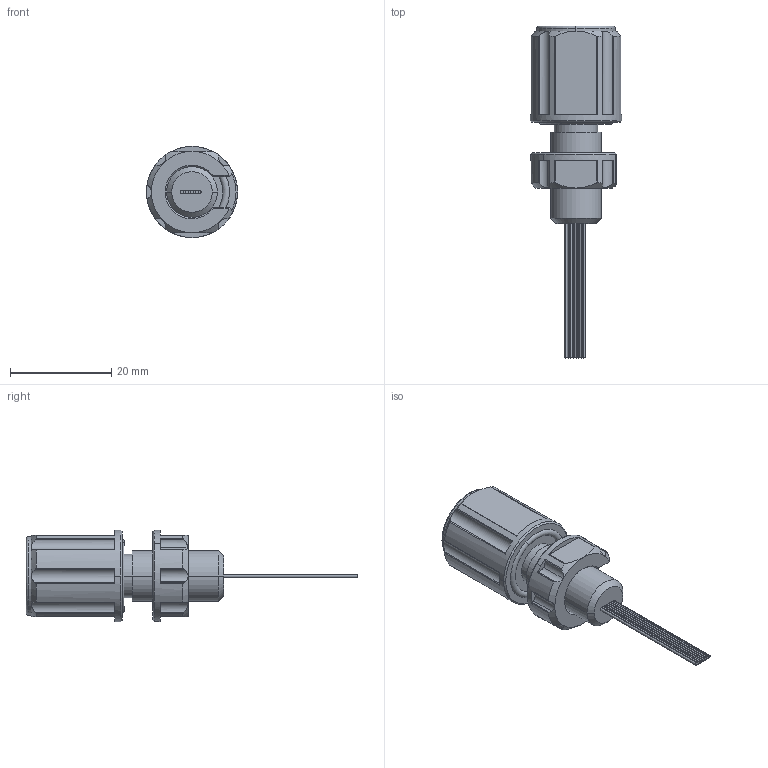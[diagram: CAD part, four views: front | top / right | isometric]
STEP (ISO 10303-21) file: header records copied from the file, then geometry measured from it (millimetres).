
FILE_DESCRIPTION (( 'STEP AP203' ), '1' );
FILE_NAME ('10030303-000.STEP', '2024-05-22T05:38:53', ( '' ), ( '' ), 'SwSTEP 2.0', 'SolidWorks 2022', '' );
FILE_SCHEMA (( 'CONFIG_CONTROL_DESIGN' ));
Length unit declared in the file: millimetre
Products named in the file (1): 10030303-000
Bounding box: 18 x 65.56 x 18 mm (x, y, z)
Volume: 6716.1 mm3; surface area: 3417.5 mm2
Topology: 2 solids, 2 shells, 178 faces, 459 edges, 291 vertices
Faces by surface type: cylinder 97, cone 38, plane 35, torus 8
Entity records: 5856 total; most frequent: CARTESIAN_POINT 1391, DIRECTION 969, ORIENTED_EDGE 918, EDGE_CURVE 459, AXIS2_PLACEMENT_3D 407, VERTEX_POINT 291, CIRCLE 228, EDGE_LOOP 184
